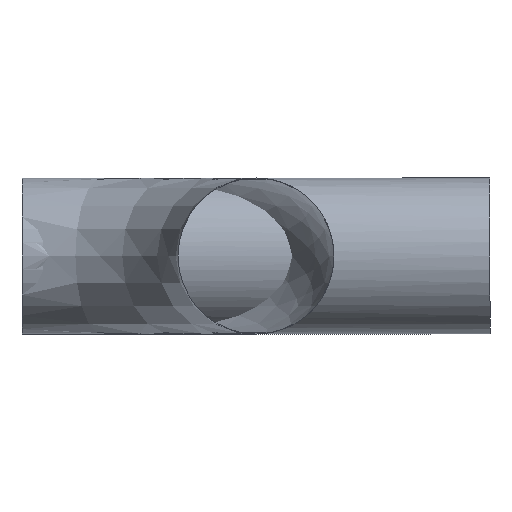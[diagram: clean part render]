
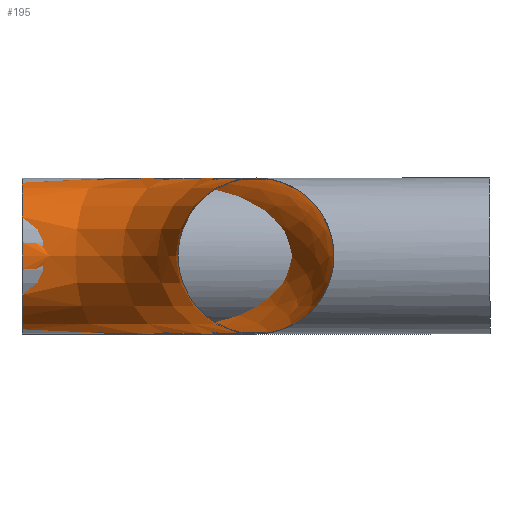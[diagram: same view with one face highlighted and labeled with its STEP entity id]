
A CAD part, left-side view. The second image highlights one B-rep face of the part: STEP entity #195.
In plain terms, the highlighted face is a revolution surface.
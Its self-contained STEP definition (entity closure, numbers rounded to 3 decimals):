
#22 = VERTEX_POINT('',#23);
#23 = CARTESIAN_POINT('',(-30.,5.,0.));
#57 = EDGE_CURVE('',#22,#22,#58,.T.);
#58 = CIRCLE('',#59,5.);
#59 = AXIS2_PLACEMENT_3D('',#60,#61,#62);
#60 = CARTESIAN_POINT('',(-30.,0.,0.));
#61 = DIRECTION('',(1.,0.,0.));
#62 = DIRECTION('',(0.,1.,0.));
#151 = VERTEX_POINT('',#152);
#152 = CARTESIAN_POINT('',(-20.,15.,0.));
#158 = EDGE_CURVE('',#151,#151,#159,.T.);
#159 = CIRCLE('',#160,5.);
#160 = AXIS2_PLACEMENT_3D('',#161,#162,#163);
#161 = CARTESIAN_POINT('',(-15.,15.,-0.));
#162 = DIRECTION('',(0.,1.,0.));
#163 = DIRECTION('',(-1.,0.,0.));
#195 = ADVANCED_FACE('',(#196),#208,.F.);
#196 = FACE_BOUND('',#197,.F.);
#197 = EDGE_LOOP('',(#198,#199,#206,#207));
#198 = ORIENTED_EDGE('',*,*,#158,.F.);
#199 = ORIENTED_EDGE('',*,*,#200,.T.);
#200 = EDGE_CURVE('',#151,#22,#201,.T.);
#201 = CIRCLE('',#202,10.);
#202 = AXIS2_PLACEMENT_3D('',#203,#204,#205);
#203 = CARTESIAN_POINT('',(-30.,15.,0.));
#204 = DIRECTION('',(0.,0.,-1.));
#205 = DIRECTION('',(1.,0.,0.));
#206 = ORIENTED_EDGE('',*,*,#57,.T.);
#207 = ORIENTED_EDGE('',*,*,#200,.F.);
#208 = SURFACE_OF_REVOLUTION('',#209,#214);
#209 = CIRCLE('',#210,5.);
#210 = AXIS2_PLACEMENT_3D('',#211,#212,#213);
#211 = CARTESIAN_POINT('',(-15.,15.,-0.));
#212 = DIRECTION('',(0.,1.,0.));
#213 = DIRECTION('',(-1.,0.,0.));
#214 = AXIS1_PLACEMENT('',#215,#216);
#215 = CARTESIAN_POINT('',(-30.,15.,0.));
#216 = DIRECTION('',(0.,0.,-1.));
